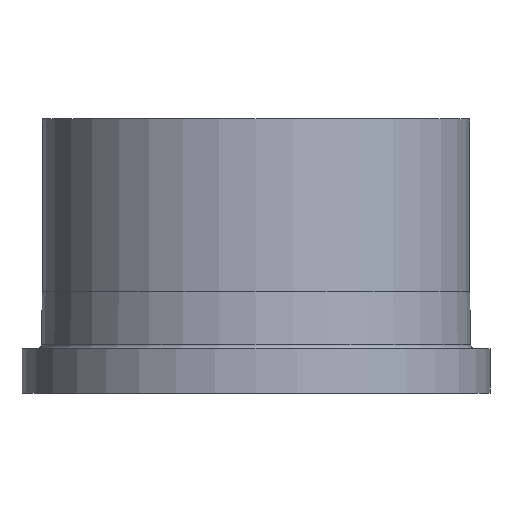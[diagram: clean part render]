
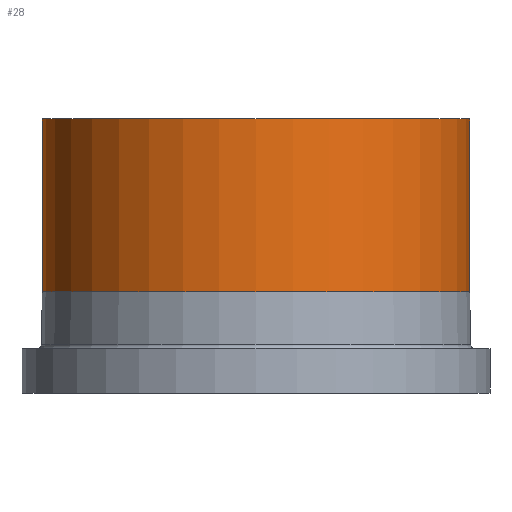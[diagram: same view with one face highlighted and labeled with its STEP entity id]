
A CAD part, front view. The second image highlights one B-rep face of the part: STEP entity #28.
In plain terms, the highlighted cylindrical face has radius 315 mm (diameter 630 mm), a partial arc.
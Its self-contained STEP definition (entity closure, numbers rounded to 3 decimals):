
#19 = VERTEX_POINT ( 'NONE', #466 ) ;
#28 = ADVANCED_FACE ( 'NONE', ( #385 ), #299, .T. ) ;
#42 = ORIENTED_EDGE ( 'NONE', *, *, #66, .T. ) ;
#43 = AXIS2_PLACEMENT_3D ( 'NONE', #228, #123, #84 ) ;
#66 = EDGE_CURVE ( 'NONE', #277, #229, #68, .T. ) ;
#68 = CIRCLE ( 'NONE', #43, 315. ) ;
#81 = DIRECTION ( 'NONE',  ( 0., 0., -1. ) ) ;
#84 = DIRECTION ( 'NONE',  ( -1., 0., 0. ) ) ;
#88 = ORIENTED_EDGE ( 'NONE', *, *, #399, .F. ) ;
#89 = DIRECTION ( 'NONE',  ( 0., 0., -1. ) ) ;
#112 = CARTESIAN_POINT ( 'NONE',  ( 315., 0., 404. ) ) ;
#123 = DIRECTION ( 'NONE',  ( 0., 0., -1. ) ) ;
#136 = CARTESIAN_POINT ( 'NONE',  ( 315., 0., 0. ) ) ;
#145 = ORIENTED_EDGE ( 'NONE', *, *, #369, .T. ) ;
#149 = AXIS2_PLACEMENT_3D ( 'NONE', #271, #81, #392 ) ;
#161 = CARTESIAN_POINT ( 'NONE',  ( -315., 0., 0. ) ) ;
#180 = VECTOR ( 'NONE', #89, 1000. ) ;
#182 = DIRECTION ( 'NONE',  ( 0., 0., -1. ) ) ;
#210 = CIRCLE ( 'NONE', #316, 315. ) ;
#216 = CARTESIAN_POINT ( 'NONE',  ( 0., 0., 149. ) ) ;
#228 = CARTESIAN_POINT ( 'NONE',  ( 0., 0., 404. ) ) ;
#229 = VERTEX_POINT ( 'NONE', #331 ) ;
#231 = EDGE_CURVE ( 'NONE', #326, #19, #210, .T. ) ;
#266 = EDGE_LOOP ( 'NONE', ( #88, #42, #145, #419 ) ) ;
#267 = CARTESIAN_POINT ( 'NONE',  ( 315., 0., 149. ) ) ;
#271 = CARTESIAN_POINT ( 'NONE',  ( 0., 0., 0. ) ) ;
#277 = VERTEX_POINT ( 'NONE', #112 ) ;
#299 = CYLINDRICAL_SURFACE ( 'NONE', #149, 315. ) ;
#313 = LINE ( 'NONE', #136, #418 ) ;
#316 = AXIS2_PLACEMENT_3D ( 'NONE', #216, #182, #415 ) ;
#326 = VERTEX_POINT ( 'NONE', #267 ) ;
#331 = CARTESIAN_POINT ( 'NONE',  ( -315., 0., 404. ) ) ;
#348 = LINE ( 'NONE', #161, #180 ) ;
#369 = EDGE_CURVE ( 'NONE', #229, #19, #348, .T. ) ;
#385 = FACE_OUTER_BOUND ( 'NONE', #266, .T. ) ;
#392 = DIRECTION ( 'NONE',  ( -1., 0., 0. ) ) ;
#399 = EDGE_CURVE ( 'NONE', #277, #326, #313, .T. ) ;
#415 = DIRECTION ( 'NONE',  ( -1., 0., 0. ) ) ;
#418 = VECTOR ( 'NONE', #428, 1000. ) ;
#419 = ORIENTED_EDGE ( 'NONE', *, *, #231, .F. ) ;
#428 = DIRECTION ( 'NONE',  ( 0., 0., -1. ) ) ;
#466 = CARTESIAN_POINT ( 'NONE',  ( -315., 0., 149. ) ) ;
